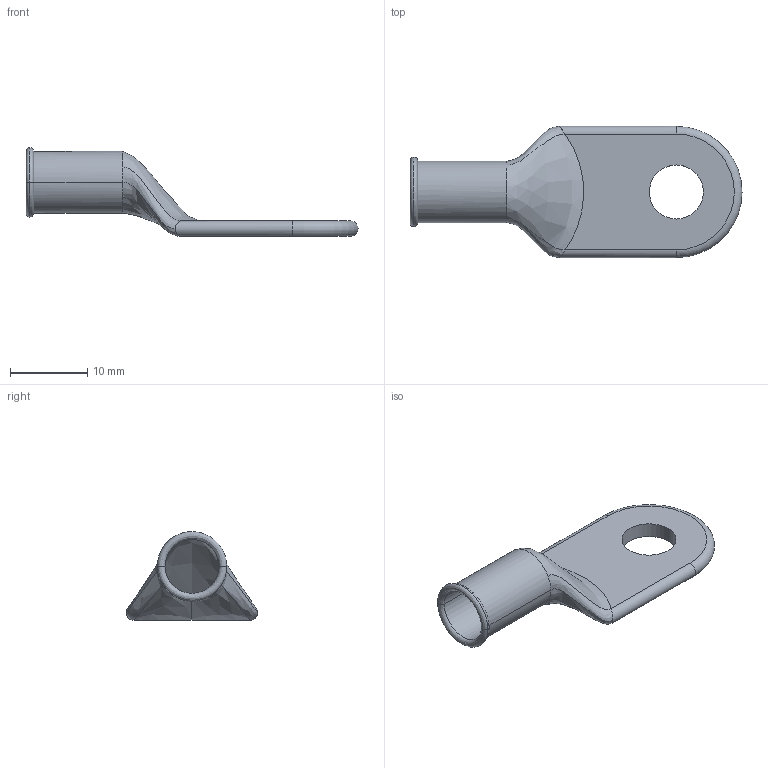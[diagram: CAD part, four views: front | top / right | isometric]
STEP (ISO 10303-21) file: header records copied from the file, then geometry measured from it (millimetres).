
FILE_DESCRIPTION(('CATIA V5 STEP Exchange','CAx-IF Rec.Pracs.--- Model Styling and Organization---1.4--- 2014-01-23'),'2;1');
FILE_NAME('Copper_Lug.stp','2019-11-12T14:55:56+00:00',('none'),('none'),'CATIA Version 5-6 Release 2017','CATIA V5 STEP AP214 Edition 3','none');
FILE_SCHEMA(('AUTOMOTIVE_DESIGN { 1 0 10303 214 3 1 1 1 }'));
Length unit declared in the file: millimetre
Products named in the file (1): Copper_Lug
Bounding box: 43 x 17 x 11.5 mm (x, y, z)
Volume: 635.5 mm3; surface area: 2528.1 mm2
Topology: 1 solids, 1 shells, 36 faces, 84 edges, 50 vertices
Faces by surface type: bspline 18, cylinder 12, plane 4, torus 2
Entity records: 4374 total; most frequent: CARTESIAN_POINT 3718, ORIENTED_EDGE 168, EDGE_CURVE 84, DIRECTION 60, VERTEX_POINT 50, B_SPLINE_CURVE_WITH_KNOTS 44, EDGE_LOOP 40, ADVANCED_FACE 36
